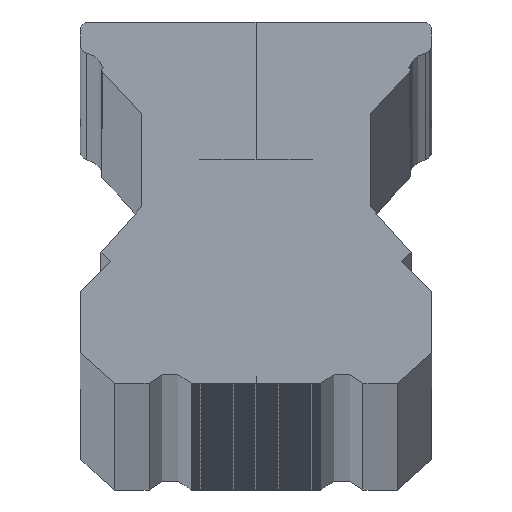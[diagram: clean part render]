
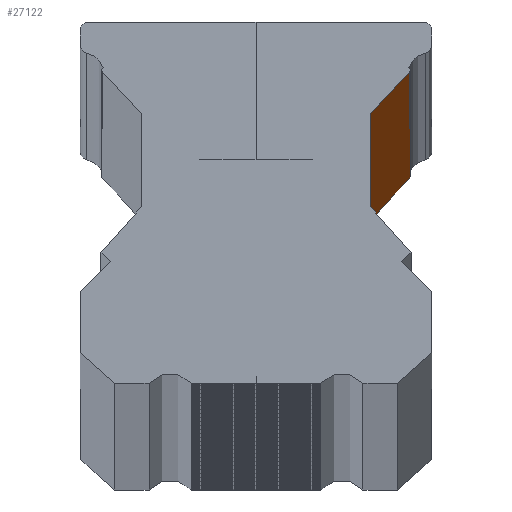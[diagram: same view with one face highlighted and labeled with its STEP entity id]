
A CAD part, top view. The second image highlights one B-rep face of the part: STEP entity #27122.
In plain terms, the highlighted planar face has unit normal (0.734, -0.679, 0).
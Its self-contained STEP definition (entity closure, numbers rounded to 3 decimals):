
#315 = VERTEX_POINT ( 'NONE', #9870 ) ;
#1068 = LINE ( 'NONE', #12396, #6102 ) ;
#1740 = CARTESIAN_POINT ( 'NONE',  ( 10.079, 20.441, 0. ) ) ;
#2013 = FACE_OUTER_BOUND ( 'NONE', #4712, .T. ) ;
#2890 = LINE ( 'NONE', #31958, #4702 ) ;
#4702 = VECTOR ( 'NONE', #17410, 1000. ) ;
#4712 = EDGE_LOOP ( 'NONE', ( #8505, #22434, #10290, #29490 ) ) ;
#5104 = VERTEX_POINT ( 'NONE', #9910 ) ;
#5951 = CARTESIAN_POINT ( 'NONE',  ( 7.5, 17.65, 4000. ) ) ;
#6102 = VECTOR ( 'NONE', #26765, 1000. ) ;
#6710 = DIRECTION ( 'NONE',  ( 0., 0., 1. ) ) ;
#7255 = LINE ( 'NONE', #15206, #35043 ) ;
#8505 = ORIENTED_EDGE ( 'NONE', *, *, #18250, .T. ) ;
#9294 = VERTEX_POINT ( 'NONE', #5951 ) ;
#9870 = CARTESIAN_POINT ( 'NONE',  ( 7.5, 17.65, 0. ) ) ;
#9910 = CARTESIAN_POINT ( 'NONE',  ( 10.079, 20.441, 4000. ) ) ;
#10106 = DIRECTION ( 'NONE',  ( -0.679, -0.734, 0. ) ) ;
#10290 = ORIENTED_EDGE ( 'NONE', *, *, #24767, .F. ) ;
#12017 = EDGE_CURVE ( 'NONE', #36473, #5104, #7255, .T. ) ;
#12396 = CARTESIAN_POINT ( 'NONE',  ( 10.147, 20.514, 0. ) ) ;
#13507 = CARTESIAN_POINT ( 'NONE',  ( 10.147, 20.514, 4000. ) ) ;
#15206 = CARTESIAN_POINT ( 'NONE',  ( 10.079, 20.441, 4000. ) ) ;
#15291 = EDGE_CURVE ( 'NONE', #9294, #315, #28420, .T. ) ;
#15952 = PLANE ( 'NONE',  #31726 ) ;
#17071 = DIRECTION ( 'NONE',  ( 0., 0., -1. ) ) ;
#17410 = DIRECTION ( 'NONE',  ( 0.679, 0.734, 0. ) ) ;
#18250 = EDGE_CURVE ( 'NONE', #315, #36473, #1068, .T. ) ;
#19900 = CARTESIAN_POINT ( 'NONE',  ( 7.5, 17.65, 4000. ) ) ;
#22434 = ORIENTED_EDGE ( 'NONE', *, *, #12017, .T. ) ;
#24767 = EDGE_CURVE ( 'NONE', #9294, #5104, #2890, .T. ) ;
#25046 = DIRECTION ( 'NONE',  ( -0.734, 0.679, 0. ) ) ;
#26765 = DIRECTION ( 'NONE',  ( 0.679, 0.734, 0. ) ) ;
#27122 = ADVANCED_FACE ( 'NONE', ( #2013 ), #15952, .F. ) ;
#28420 = LINE ( 'NONE', #19900, #33369 ) ;
#29490 = ORIENTED_EDGE ( 'NONE', *, *, #15291, .T. ) ;
#31726 = AXIS2_PLACEMENT_3D ( 'NONE', #13507, #25046, #10106 ) ;
#31958 = CARTESIAN_POINT ( 'NONE',  ( 10.147, 20.514, 4000. ) ) ;
#33369 = VECTOR ( 'NONE', #17071, 1000. ) ;
#35043 = VECTOR ( 'NONE', #6710, 1000. ) ;
#36473 = VERTEX_POINT ( 'NONE', #1740 ) ;
